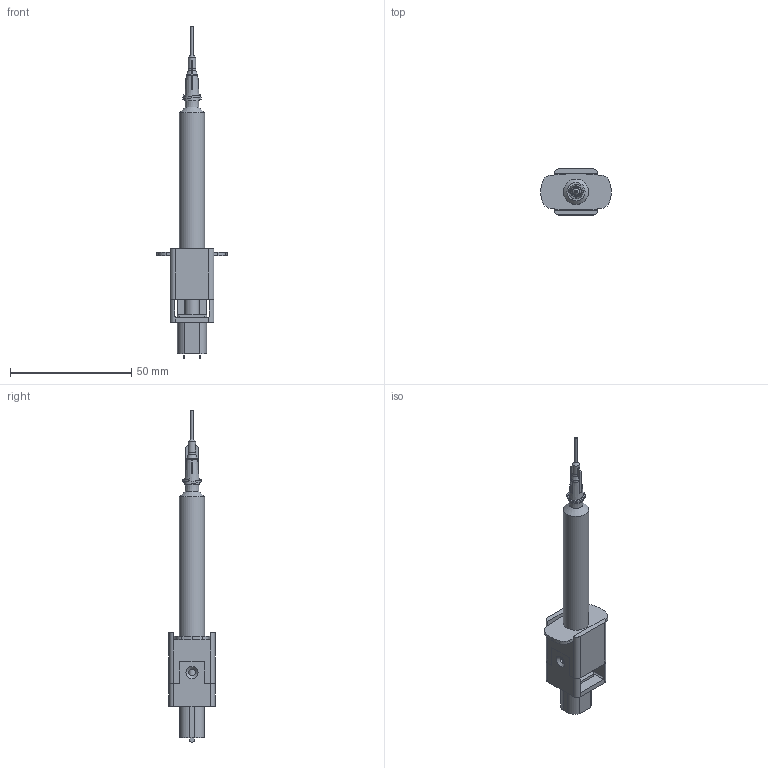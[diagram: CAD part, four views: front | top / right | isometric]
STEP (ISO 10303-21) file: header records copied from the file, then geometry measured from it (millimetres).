
FILE_DESCRIPTION(/* description */ (''),/* implementation_level */ '2;1');
FILE_NAME(/* name */ 'A003_Assembly3 v9.step',/* time_stamp */ '2020-07-09T11:19:12+09:00',/* author */ (''),/* organization */ (''),/* preprocessor_version */ 'ST-DEVELOPER v18.1',/* originating_system */ 'Autodesk Translation Framework v9.3.0.1241',/* authorisation */ '');
FILE_SCHEMA (('AUTOMOTIVE_DESIGN { 1 0 10303 214 3 1 1 }'));
Length unit declared in the file: millimetre
Products named in the file (7): A003_Assembly3; Z002_GearedMotor; P008_Lid_Universal; P008_Base_Universal; P007_ScrewThread_Universal; P009_Cylinder; Z003_NiddleTip
Assembly tree (6 placements, depth 2):
  A003_Assembly3
    Z002_GearedMotor
    P008_Lid_Universal
    P008_Base_Universal
    P007_ScrewThread_Universal
    P009_Cylinder
    Z003_NiddleTip
Bounding box: 29 x 19 x 136.8 mm (x, y, z)
Volume: 12375.4 mm3; surface area: 12668.6 mm2
Topology: 8 solids, 8 shells, 281 faces, 722 edges, 468 vertices
Faces by surface type: plane 149, cylinder 97, cone 17, bspline 15, torus 3
Full cylindrical faces by diameter (mm): 0.8 x1, 1 x2, 2 x1, 2.8 x4, 2.927 x1, 3 x1, 3.4 x1, 3.6 x1, 4 x2, 5 x1, 6 x1, 6.4 x1, 8 x1, 8.4 x1, 8.422 x1, 9.4 x1, 10.4 x1
Entity records: 9520 total; most frequent: CARTESIAN_POINT 2408, ORIENTED_EDGE 1444, DIRECTION 1430, EDGE_CURVE 722, AXIS2_PLACEMENT_3D 496, VERTEX_POINT 468, LINE 438, VECTOR 438
